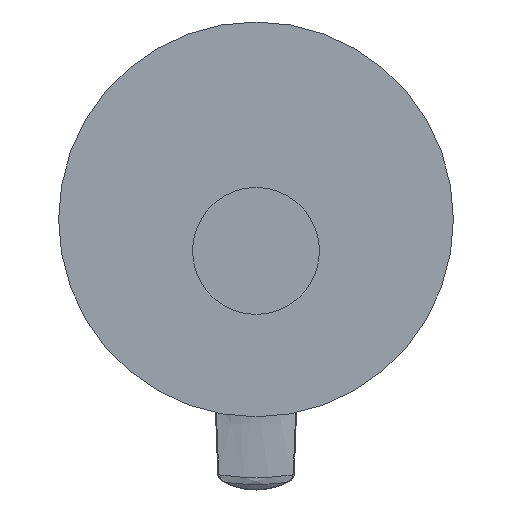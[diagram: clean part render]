
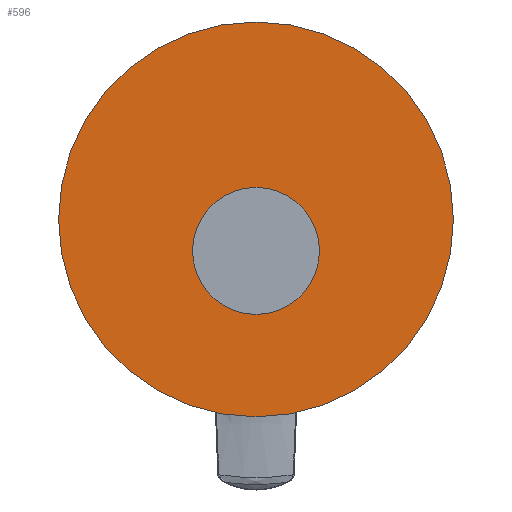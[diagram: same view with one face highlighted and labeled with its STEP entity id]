
A CAD part, left-side view. The second image highlights one B-rep face of the part: STEP entity #596.
In plain terms, the highlighted planar face has unit normal (-1, 0, 0).
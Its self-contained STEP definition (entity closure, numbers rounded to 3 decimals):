
#33=PLANE('',#681);
#291=ORIENTED_EDGE('',*,*,#375,.F.);
#375=EDGE_CURVE('',#428,#428,#443,.T.);
#428=VERTEX_POINT('',#8947);
#443=CIRCLE('',#677,81.5);
#492=EDGE_LOOP('',(#291));
#540=FACE_BOUND('',#492,.T.);
#596=ADVANCED_FACE('',(#540),#33,.F.);
#677=AXIS2_PLACEMENT_3D('',#8946,#734,#735);
#681=AXIS2_PLACEMENT_3D('',#8952,#742,#743);
#734=DIRECTION('',(1.,0.,0.));
#735=DIRECTION('',(0.,1.,0.));
#742=DIRECTION('',(1.,0.,0.));
#743=DIRECTION('',(0.,1.,0.));
#8946=CARTESIAN_POINT('',(59.,0.,13.));
#8947=CARTESIAN_POINT('',(59.,81.5,13.));
#8952=CARTESIAN_POINT('',(59.,0.,94.5));
